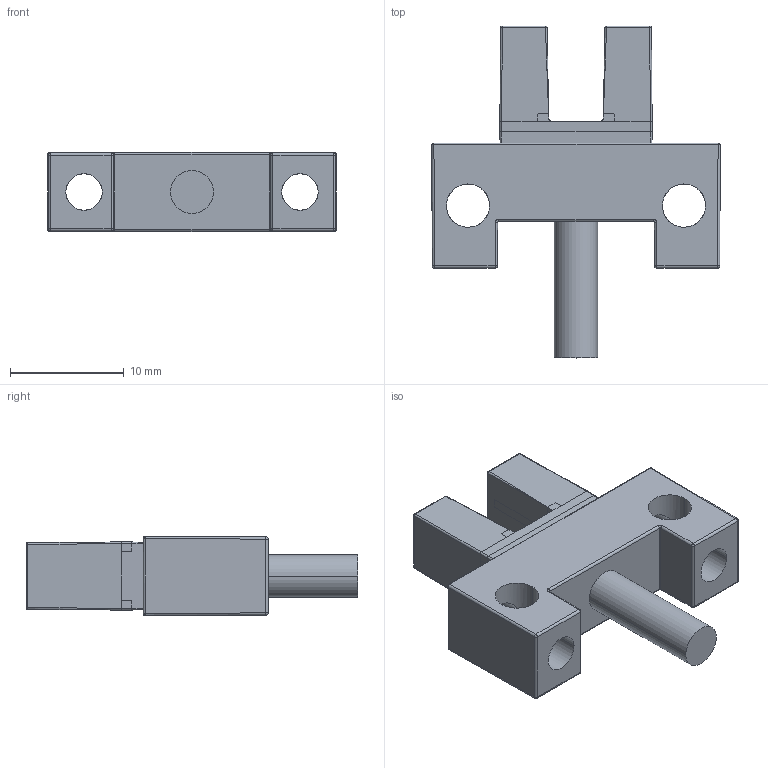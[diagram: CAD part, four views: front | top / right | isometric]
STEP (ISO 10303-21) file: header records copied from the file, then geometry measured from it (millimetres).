
FILE_DESCRIPTION((''),'2;1');
FILE_NAME('240178_SM01_ASM','2024-06-04T10:53:52',('banengservice'),('BANNER ENGINEERING'),'CREO PARAMETRIC BY PTC INC, 2022414','CREO PARAMETRIC BY PTC INC, 2022414','');
FILE_SCHEMA(('CONFIG_CONTROL_DESIGN'));
Length unit declared in the file: millimetre
Products named in the file (2): 240178_EP01; 240178_SM01_ASM
Assembly tree (1 placements, depth 2):
  240178_SM01_ASM
    240178_EP01
Bounding box: 25.4 x 29.2 x 7 mm (x, y, z)
Volume: 1937.5 mm3; surface area: 2138.1 mm2
Topology: 1 solids, 2 shells, 443 faces, 1126 edges, 687 vertices
Faces by surface type: plane 338, cylinder 74, sphere 15, bspline 12, cone 4
Entity records: 14254 total; most frequent: CARTESIAN_POINT 3811, ORIENTED_EDGE 2244, DIRECTION 1948, EDGE_CURVE 1122, VECTOR 954, LINE 954, VERTEX_POINT 687, AXIS2_PLACEMENT_3D 497
